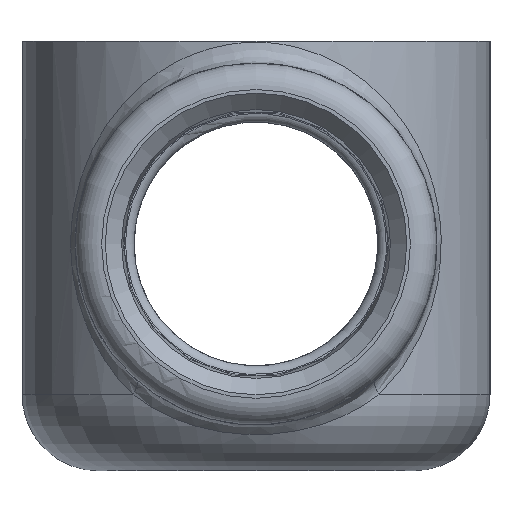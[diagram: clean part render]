
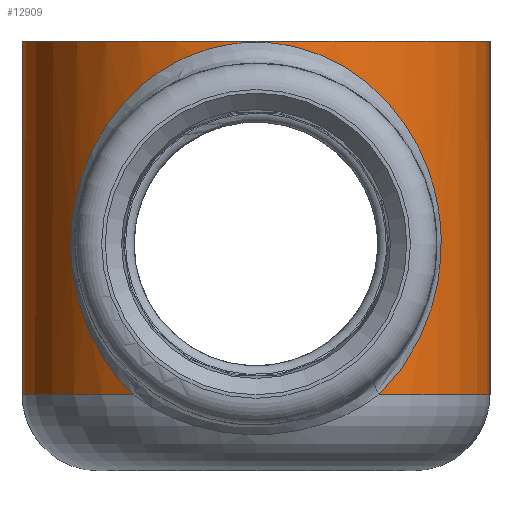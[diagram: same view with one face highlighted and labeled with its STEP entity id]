
A CAD part, left-side view. The second image highlights one B-rep face of the part: STEP entity #12909.
In plain terms, the highlighted cylindrical face has radius 49.276 mm (diameter 98.552 mm), a partial arc.
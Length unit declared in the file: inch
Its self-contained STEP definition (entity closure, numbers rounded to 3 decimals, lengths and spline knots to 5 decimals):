
#469=LINE('',#17103,#1808);
#470=LINE('',#17107,#1809);
#1808=VECTOR('',#14307,0.3937);
#1809=VECTOR('',#14310,0.3937);
#3147=B_SPLINE_CURVE_WITH_KNOTS('',3,(#16979,#16980,#16981,#16982,#16983,
#16984,#16985,#16986,#16987,#16988,#16989,#16990,#16991,#16992,#16993,#16994,
#16995,#16996,#16997,#16998,#16999,#17000,#17001,#17002),.UNSPECIFIED.,
 .F.,.F.,(4,1,1,1,1,1,1,1,1,1,1,1,1,1,1,1,1,1,1,1,1,4),(-21.80061,
-21.02202,-20.24342,-19.46483,-18.68624,
-17.64811,-16.60999,-15.57187,-13.49562,
-12.45749,-11.41937,-10.38124,-9.86218,
-9.34312,-7.26687,-6.22875,-5.19062,
-4.1525,-3.11437,-2.33578,-1.55719,
0.),.UNSPECIFIED.);
#4001=FACE_OUTER_BOUND('',#4745,.T.);
#4745=EDGE_LOOP('',(#8971,#8972,#8973,#8974,#8975,#8976));
#5588=CIRCLE('',#13678,1.94);
#5589=CIRCLE('',#13679,1.94);
#5590=CIRCLE('',#13680,1.94);
#5703=VERTEX_POINT('',#16976);
#5704=VERTEX_POINT('',#16978);
#5706=VERTEX_POINT('',#17100);
#5707=VERTEX_POINT('',#17102);
#5708=VERTEX_POINT('',#17104);
#5709=VERTEX_POINT('',#17106);
#7010=EDGE_CURVE('',#5703,#5704,#3147,.T.);
#7015=EDGE_CURVE('',#5706,#5703,#5588,.T.);
#7016=EDGE_CURVE('',#5707,#5706,#469,.T.);
#7017=EDGE_CURVE('',#5708,#5707,#5589,.T.);
#7018=EDGE_CURVE('',#5709,#5708,#470,.T.);
#7019=EDGE_CURVE('',#5704,#5709,#5590,.T.);
#8971=ORIENTED_EDGE('',*,*,#7010,.F.);
#8972=ORIENTED_EDGE('',*,*,#7015,.F.);
#8973=ORIENTED_EDGE('',*,*,#7016,.F.);
#8974=ORIENTED_EDGE('',*,*,#7017,.F.);
#8975=ORIENTED_EDGE('',*,*,#7018,.F.);
#8976=ORIENTED_EDGE('',*,*,#7019,.F.);
#12867=CYLINDRICAL_SURFACE('',#13677,1.94);
#12909=ADVANCED_FACE('',(#4001),#12867,.T.);
#13677=AXIS2_PLACEMENT_3D('',#17099,#14303,#14304);
#13678=AXIS2_PLACEMENT_3D('',#17101,#14305,#14306);
#13679=AXIS2_PLACEMENT_3D('',#17105,#14308,#14309);
#13680=AXIS2_PLACEMENT_3D('',#17108,#14311,#14312);
#14303=DIRECTION('center_axis',(0.,0.,1.));
#14304=DIRECTION('ref_axis',(0.,-1.,0.));
#14305=DIRECTION('center_axis',(0.,0.,-1.));
#14306=DIRECTION('ref_axis',(-1.,0.,0.));
#14307=DIRECTION('',(0.,0.,-1.));
#14308=DIRECTION('center_axis',(0.,0.,1.));
#14309=DIRECTION('ref_axis',(0.,-1.,0.));
#14310=DIRECTION('',(0.,0.,1.));
#14311=DIRECTION('center_axis',(0.,0.,-1.));
#14312=DIRECTION('ref_axis',(-1.,0.,0.));
#16976=CARTESIAN_POINT('',(-4.59882,-1.01983,-1.15));
#16978=CARTESIAN_POINT('',(-4.59882,1.01983,-1.15));
#16979=CARTESIAN_POINT('Ctrl Pts',(-4.59882,-1.01983,
-1.15));
#16980=CARTESIAN_POINT('Ctrl Pts',(-4.55945,-1.08354,
-1.08841));
#16981=CARTESIAN_POINT('Ctrl Pts',(-4.47718,-1.20023,
-0.95496));
#16982=CARTESIAN_POINT('Ctrl Pts',(-4.35219,-1.34281,-0.72712));
#16983=CARTESIAN_POINT('Ctrl Pts',(-4.23868,-1.45109,
-0.47145));
#16984=CARTESIAN_POINT('Ctrl Pts',(-4.14274,-1.52945,
-0.15627));
#16985=CARTESIAN_POINT('Ctrl Pts',(-4.11884,-1.54718,
0.22471));
#16986=CARTESIAN_POINT('Ctrl Pts',(-4.21335,-1.47415,
0.6196));
#16987=CARTESIAN_POINT('Ctrl Pts',(-4.41818,-1.28319,
1.07358));
#16988=CARTESIAN_POINT('Ctrl Pts',(-4.65192,-0.97291,
1.43606));
#16989=CARTESIAN_POINT('Ctrl Pts',(-4.81961,-0.55166,
1.67714));
#16990=CARTESIAN_POINT('Ctrl Pts',(-4.89152,-0.19013,
1.77583));
#16991=CARTESIAN_POINT('Ctrl Pts',(-4.8914,0.12675,1.77583));
#16992=CARTESIAN_POINT('Ctrl Pts',(-4.85561,0.37081,1.72652));
#16993=CARTESIAN_POINT('Ctrl Pts',(-4.77023,0.72152,
1.60655));
#16994=CARTESIAN_POINT('Ctrl Pts',(-4.59159,1.0609,1.35161));
#16995=CARTESIAN_POINT('Ctrl Pts',(-4.36672,1.33072,0.96085));
#16996=CARTESIAN_POINT('Ctrl Pts',(-4.21345,1.47426,0.61913));
#16997=CARTESIAN_POINT('Ctrl Pts',(-4.11873,1.54715,0.22493));
#16998=CARTESIAN_POINT('Ctrl Pts',(-4.14281,1.52946,-0.15636));
#16999=CARTESIAN_POINT('Ctrl Pts',(-4.23859,1.45112,-0.47147));
#17000=CARTESIAN_POINT('Ctrl Pts',(-4.39029,1.30662,-0.81218));
#17001=CARTESIAN_POINT('Ctrl Pts',(-4.52008,1.14725,-1.02681));
#17002=CARTESIAN_POINT('Ctrl Pts',(-4.59882,1.01983,-1.15));
#17099=CARTESIAN_POINT('Origin',(-2.9485,0.,0.));
#17100=CARTESIAN_POINT('',(-2.9485,-1.94,-1.15));
#17101=CARTESIAN_POINT('Origin',(-2.9485,0.,-1.15));
#17102=CARTESIAN_POINT('',(-2.9485,-1.94,1.78));
#17103=CARTESIAN_POINT('',(-2.9485,-1.94,0.));
#17104=CARTESIAN_POINT('',(-2.9485,1.94,1.78));
#17105=CARTESIAN_POINT('Origin',(-2.9485,0.,1.78));
#17106=CARTESIAN_POINT('',(-2.9485,1.94,-1.15));
#17107=CARTESIAN_POINT('',(-2.9485,1.94,0.));
#17108=CARTESIAN_POINT('Origin',(-2.9485,0.,-1.15));
